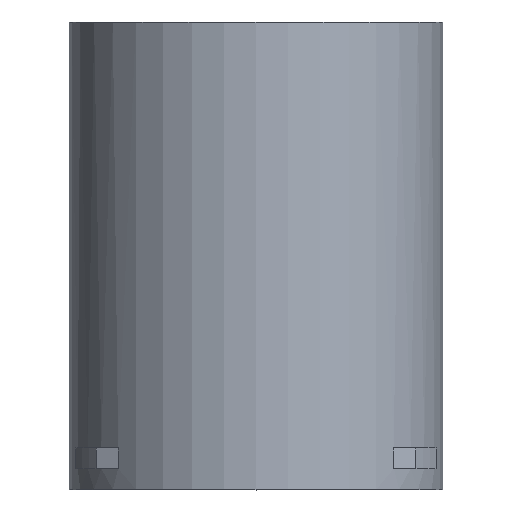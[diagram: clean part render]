
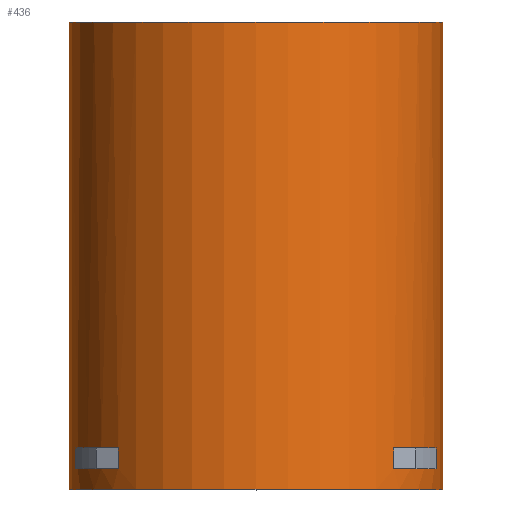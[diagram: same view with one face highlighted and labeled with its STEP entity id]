
A CAD part, top view. The second image highlights one B-rep face of the part: STEP entity #436.
In plain terms, the highlighted cylindrical face has radius 18 mm (diameter 36 mm), a partial arc.
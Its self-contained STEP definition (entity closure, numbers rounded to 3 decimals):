
#1=DIRECTION('',(0.,1.,0.));
#2=VECTOR('',#1,2.);
#3=CARTESIAN_POINT('',(-6.888,2.,-16.63));
#4=LINE('',#3,#2);
#5=DIRECTION('',(0.,-1.,0.));
#6=VECTOR('',#5,2.);
#7=CARTESIAN_POINT('',(6.888,4.,-16.63));
#8=LINE('',#7,#6);
#9=CARTESIAN_POINT('',(0.,0.,0.));
#10=DIRECTION('',(0.,-1.,0.));
#11=DIRECTION('',(1.,0.,0.));
#12=AXIS2_PLACEMENT_3D('',#9,#10,#11);
#14=DIRECTION('',(0.,-1.,0.));
#15=VECTOR('',#14,2.);
#16=CARTESIAN_POINT('',(-17.167,4.,5.413));
#17=LINE('',#16,#15);
#18=DIRECTION('',(0.,1.,0.));
#19=VECTOR('',#18,2.);
#20=CARTESIAN_POINT('',(-13.271,2.,12.161));
#21=LINE('',#20,#19);
#22=CARTESIAN_POINT('',(0.,4.,0.));
#23=DIRECTION('',(0.,-1.,0.));
#24=DIRECTION('',(-0.737,0.,0.676));
#25=AXIS2_PLACEMENT_3D('',#22,#23,#24);
#27=DIRECTION('',(0.,-1.,0.));
#28=VECTOR('',#27,2.);
#29=CARTESIAN_POINT('',(13.271,4.,12.161));
#30=LINE('',#29,#28);
#31=DIRECTION('',(0.,1.,0.));
#32=VECTOR('',#31,2.);
#33=CARTESIAN_POINT('',(17.167,2.,5.413));
#34=LINE('',#33,#32);
#35=CARTESIAN_POINT('',(0.,4.,0.));
#36=DIRECTION('',(0.,-1.,0.));
#37=DIRECTION('',(0.954,0.,0.301));
#38=AXIS2_PLACEMENT_3D('',#35,#36,#37);
#113=CARTESIAN_POINT('',(0.,2.,0.));
#114=DIRECTION('',(0.,-1.,0.));
#115=DIRECTION('',(-0.737,0.,0.676));
#116=AXIS2_PLACEMENT_3D('',#113,#114,#115);
#126=CARTESIAN_POINT('',(0.,2.,0.));
#127=DIRECTION('',(0.,-1.,0.));
#128=DIRECTION('',(0.954,0.,0.301));
#129=AXIS2_PLACEMENT_3D('',#126,#127,#128);
#131=CARTESIAN_POINT('',(0.,2.,0.));
#132=DIRECTION('',(0.,1.,0.));
#133=DIRECTION('',(1.,0.,0.));
#134=AXIS2_PLACEMENT_3D('',#131,#132,#133);
#136=CARTESIAN_POINT('',(0.,2.,0.));
#137=DIRECTION('',(0.,1.,0.));
#138=DIRECTION('',(-0.383,0.,-0.924));
#139=AXIS2_PLACEMENT_3D('',#136,#137,#138);
#141=DIRECTION('',(0.,1.,0.));
#142=VECTOR('',#141,2.);
#143=CARTESIAN_POINT('',(-18.,0.,0.));
#144=LINE('',#143,#142);
#150=DIRECTION('',(0.,1.,0.));
#151=VECTOR('',#150,2.);
#152=CARTESIAN_POINT('',(18.,0.,0.));
#153=LINE('',#152,#151);
#154=CARTESIAN_POINT('',(0.,4.,0.));
#155=DIRECTION('',(0.,1.,0.));
#156=DIRECTION('',(1.,0.,0.));
#157=AXIS2_PLACEMENT_3D('',#154,#155,#156);
#159=DIRECTION('',(0.,1.,0.));
#160=VECTOR('',#159,41.);
#161=CARTESIAN_POINT('',(18.,4.,0.));
#162=LINE('',#161,#160);
#163=DIRECTION('',(0.,1.,0.));
#164=VECTOR('',#163,41.);
#165=CARTESIAN_POINT('',(-18.,4.,0.));
#166=LINE('',#165,#164);
#167=CARTESIAN_POINT('',(0.,4.,0.));
#168=DIRECTION('',(0.,1.,0.));
#169=DIRECTION('',(-0.383,0.,-0.924));
#170=AXIS2_PLACEMENT_3D('',#167,#168,#169);
#266=CARTESIAN_POINT('',(0.,45.,0.));
#267=DIRECTION('',(0.,-1.,0.));
#268=DIRECTION('',(1.,0.,0.));
#269=AXIS2_PLACEMENT_3D('',#266,#267,#268);
#321=CARTESIAN_POINT('',(18.,0.,0.));
#322=CARTESIAN_POINT('',(-18.,0.,0.));
#323=VERTEX_POINT('',#321);
#324=VERTEX_POINT('',#322);
#325=CARTESIAN_POINT('',(18.,45.,0.));
#326=CARTESIAN_POINT('',(-18.,45.,0.));
#327=VERTEX_POINT('',#325);
#328=VERTEX_POINT('',#326);
#329=CARTESIAN_POINT('',(18.,2.,0.));
#330=VERTEX_POINT('',#329);
#331=CARTESIAN_POINT('',(18.,4.,0.));
#332=VERTEX_POINT('',#331);
#333=CARTESIAN_POINT('',(-18.,2.,0.));
#334=VERTEX_POINT('',#333);
#335=CARTESIAN_POINT('',(-18.,4.,0.));
#336=VERTEX_POINT('',#335);
#338=CARTESIAN_POINT('',(-6.888,4.,-16.63));
#340=VERTEX_POINT('',#338);
#341=CARTESIAN_POINT('',(-6.888,2.,-16.63));
#342=VERTEX_POINT('',#341);
#346=CARTESIAN_POINT('',(6.888,2.,-16.63));
#348=VERTEX_POINT('',#346);
#349=CARTESIAN_POINT('',(6.888,4.,-16.63));
#350=VERTEX_POINT('',#349);
#354=CARTESIAN_POINT('',(-17.167,2.,5.413));
#356=VERTEX_POINT('',#354);
#357=CARTESIAN_POINT('',(-17.167,4.,5.413));
#358=VERTEX_POINT('',#357);
#362=CARTESIAN_POINT('',(-13.271,4.,12.161));
#364=VERTEX_POINT('',#362);
#365=CARTESIAN_POINT('',(-13.271,2.,12.161));
#366=VERTEX_POINT('',#365);
#370=CARTESIAN_POINT('',(13.271,2.,12.161));
#372=VERTEX_POINT('',#370);
#373=CARTESIAN_POINT('',(13.271,4.,12.161));
#374=VERTEX_POINT('',#373);
#378=CARTESIAN_POINT('',(17.167,4.,5.413));
#380=VERTEX_POINT('',#378);
#381=CARTESIAN_POINT('',(17.167,2.,5.413));
#382=VERTEX_POINT('',#381);
#385=CARTESIAN_POINT('',(0.,47.25,0.));
#386=DIRECTION('',(0.,-1.,0.));
#387=DIRECTION('',(-1.,0.,0.));
#388=AXIS2_PLACEMENT_3D('',#385,#386,#387);
#389=CYLINDRICAL_SURFACE('',#388,18.);
#391=ORIENTED_EDGE('',*,*,#390,.T.);
#393=ORIENTED_EDGE('',*,*,#392,.T.);
#395=ORIENTED_EDGE('',*,*,#394,.T.);
#397=ORIENTED_EDGE('',*,*,#396,.F.);
#399=ORIENTED_EDGE('',*,*,#398,.F.);
#401=ORIENTED_EDGE('',*,*,#400,.T.);
#403=ORIENTED_EDGE('',*,*,#402,.T.);
#405=ORIENTED_EDGE('',*,*,#404,.F.);
#407=ORIENTED_EDGE('',*,*,#406,.F.);
#409=ORIENTED_EDGE('',*,*,#408,.T.);
#411=ORIENTED_EDGE('',*,*,#410,.T.);
#413=ORIENTED_EDGE('',*,*,#412,.F.);
#414=EDGE_LOOP('',(#391,#393,#395,#397,#399,#401,#403,#405,#407,#409,#411,
#413));
#415=FACE_OUTER_BOUND('',#414,.F.);
#417=ORIENTED_EDGE('',*,*,#416,.T.);
#419=ORIENTED_EDGE('',*,*,#418,.F.);
#421=ORIENTED_EDGE('',*,*,#420,.T.);
#423=ORIENTED_EDGE('',*,*,#422,.T.);
#424=EDGE_LOOP('',(#417,#419,#421,#423));
#425=FACE_BOUND('',#424,.F.);
#427=ORIENTED_EDGE('',*,*,#426,.T.);
#429=ORIENTED_EDGE('',*,*,#428,.F.);
#431=ORIENTED_EDGE('',*,*,#430,.T.);
#433=ORIENTED_EDGE('',*,*,#432,.T.);
#434=EDGE_LOOP('',(#427,#429,#431,#433));
#435=FACE_BOUND('',#434,.F.);
#436=ADVANCED_FACE('',(#415,#425,#435),#389,.T.);
#13=CIRCLE('',#12,18.);
#26=CIRCLE('',#25,18.);
#39=CIRCLE('',#38,18.);
#117=CIRCLE('',#116,18.);
#130=CIRCLE('',#129,18.);
#135=CIRCLE('',#134,18.);
#140=CIRCLE('',#139,18.);
#158=CIRCLE('',#157,18.);
#171=CIRCLE('',#170,18.);
#270=CIRCLE('',#269,18.);
#390=EDGE_CURVE('',#342,#340,#4,.T.);
#392=EDGE_CURVE('',#340,#336,#171,.T.);
#394=EDGE_CURVE('',#336,#328,#166,.T.);
#396=EDGE_CURVE('',#327,#328,#270,.T.);
#398=EDGE_CURVE('',#332,#327,#162,.T.);
#400=EDGE_CURVE('',#332,#350,#158,.T.);
#402=EDGE_CURVE('',#350,#348,#8,.T.);
#404=EDGE_CURVE('',#330,#348,#135,.T.);
#406=EDGE_CURVE('',#323,#330,#153,.T.);
#408=EDGE_CURVE('',#323,#324,#13,.T.);
#410=EDGE_CURVE('',#324,#334,#144,.T.);
#412=EDGE_CURVE('',#342,#334,#140,.T.);
#416=EDGE_CURVE('',#358,#356,#17,.T.);
#418=EDGE_CURVE('',#366,#356,#117,.T.);
#420=EDGE_CURVE('',#366,#364,#21,.T.);
#422=EDGE_CURVE('',#364,#358,#26,.T.);
#426=EDGE_CURVE('',#374,#372,#30,.T.);
#428=EDGE_CURVE('',#382,#372,#130,.T.);
#430=EDGE_CURVE('',#382,#380,#34,.T.);
#432=EDGE_CURVE('',#380,#374,#39,.T.);
